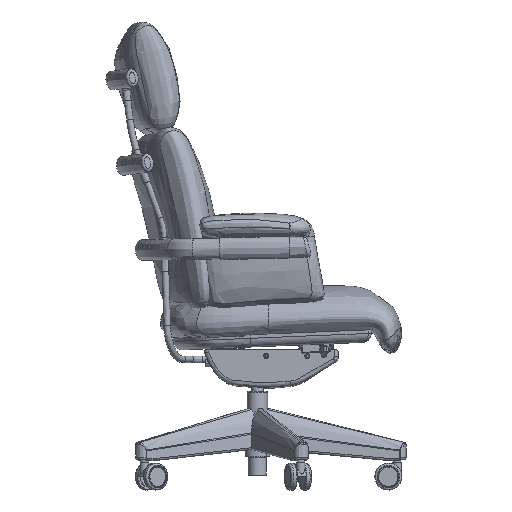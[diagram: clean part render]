
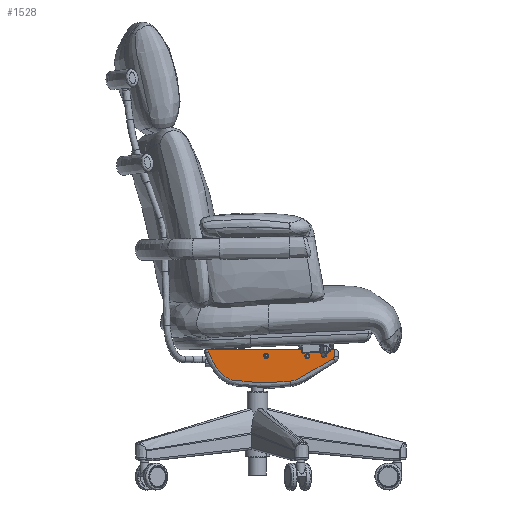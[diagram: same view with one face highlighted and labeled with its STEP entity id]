
A CAD part, left-side view. The second image highlights one B-rep face of the part: STEP entity #1528.
In plain terms, the highlighted planar face has unit normal (-1, 0, 0).
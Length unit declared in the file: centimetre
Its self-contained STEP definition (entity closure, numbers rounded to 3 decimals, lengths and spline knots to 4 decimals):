
#840=FACE_BOUND('',#3111,.T.);
#841=FACE_BOUND('',#3112,.T.);
#1528=ADVANCED_FACE('',(#2300,#840,#841),#11112,.T.);
#2300=FACE_OUTER_BOUND('',#3110,.T.);
#3110=EDGE_LOOP('',(#6170,#6171,#6172,#6173,#6174,#6175));
#3111=EDGE_LOOP('',(#6176));
#3112=EDGE_LOOP('',(#6177));
#6170=ORIENTED_EDGE('',*,*,#8056,.F.);
#6171=ORIENTED_EDGE('',*,*,#8053,.F.);
#6172=ORIENTED_EDGE('',*,*,#8050,.F.);
#6173=ORIENTED_EDGE('',*,*,#8043,.F.);
#6174=ORIENTED_EDGE('',*,*,#8035,.F.);
#6175=ORIENTED_EDGE('',*,*,#8059,.F.);
#6176=ORIENTED_EDGE('',*,*,#8063,.F.);
#6177=ORIENTED_EDGE('',*,*,#8066,.F.);
#8035=EDGE_CURVE('',#10802,#10801,#9770,.T.);
#8043=EDGE_CURVE('',#10801,#10815,#8774,.T.);
#8050=EDGE_CURVE('',#10815,#10816,#9782,.T.);
#8053=EDGE_CURVE('',#10816,#10814,#9785,.T.);
#8056=EDGE_CURVE('',#10814,#10813,#9787,.T.);
#8059=EDGE_CURVE('',#10813,#10802,#9789,.T.);
#8063=EDGE_CURVE('',#10818,#10818,#9793,.T.);
#8066=EDGE_CURVE('',#10820,#10820,#9796,.T.);
#8774=B_SPLINE_CURVE_WITH_KNOTS('',1,(#54618,#54619),.UNSPECIFIED.,.F.,
 .F.,(2,2),(0.,17.1708),.UNSPECIFIED.);
#9770=(
BOUNDED_CURVE()
B_SPLINE_CURVE(2,(#54589,#54590,#54591),.UNSPECIFIED.,.F.,.F.)
B_SPLINE_CURVE_WITH_KNOTS((3,3),(-1165.9912,-859.3797),
 .UNSPECIFIED.)
CURVE()
GEOMETRIC_REPRESENTATION_ITEM()
RATIONAL_B_SPLINE_CURVE((1.,1.,1.))
REPRESENTATION_ITEM('')
);
#9782=(
BOUNDED_CURVE()
B_SPLINE_CURVE(2,(#54658,#54659,#54660),.UNSPECIFIED.,.F.,.F.)
B_SPLINE_CURVE_WITH_KNOTS((3,3),(0.,4.3355),.UNSPECIFIED.)
CURVE()
GEOMETRIC_REPRESENTATION_ITEM()
RATIONAL_B_SPLINE_CURVE((1.,0.881,1.))
REPRESENTATION_ITEM('')
);
#9785=(
BOUNDED_CURVE()
B_SPLINE_CURVE(3,(#54672,#54673,#54674,#54675,#54676,#54677,#54678,#54679),
 .UNSPECIFIED.,.F.,.F.)
B_SPLINE_CURVE_WITH_KNOTS((4,1,3,4),(0.,0.9063,
85.22,119.3585),.UNSPECIFIED.)
CURVE()
GEOMETRIC_REPRESENTATION_ITEM()
RATIONAL_B_SPLINE_CURVE((1.,1.,1.,1.,1.,1.,
1.,1.))
REPRESENTATION_ITEM('')
);
#9787=(
BOUNDED_CURVE()
B_SPLINE_CURVE(3,(#54718,#54719,#54720,#54721,#54722,#54723,#54724,#54725,
#54726,#54727,#54728,#54729,#54730,#54731,#54732,#54733,#54734,#54735,#54736,
#54737),.UNSPECIFIED.,.F.,.F.)
B_SPLINE_CURVE_WITH_KNOTS((4,1,1,1,3,3,1,1,3,1,1,4),(0.1097,
25.4208,50.8416,54.1592,57.4769,135.2446,
156.34,166.8021,177.2641,199.4692,221.6742,
234.2208),.UNSPECIFIED.)
CURVE()
GEOMETRIC_REPRESENTATION_ITEM()
RATIONAL_B_SPLINE_CURVE((1.,1.,1.,1.,1.,1.,1.,1.,1.,1.,1.,1.,
1.,1.,1.,1.,1.,1.,1.,1.))
REPRESENTATION_ITEM('')
);
#9789=(
BOUNDED_CURVE()
B_SPLINE_CURVE(1,(#54766,#54767),.UNSPECIFIED.,.F.,.F.)
B_SPLINE_CURVE_WITH_KNOTS((2,2),(0.,5.0447),
 .UNSPECIFIED.)
CURVE()
GEOMETRIC_REPRESENTATION_ITEM()
RATIONAL_B_SPLINE_CURVE((1.,1.))
REPRESENTATION_ITEM('')
);
#9793=(
BOUNDED_CURVE()
B_SPLINE_CURVE(2,(#54782,#54783,#54784,#54785,#54786,#54787,#54788,#54789,
#54790),.UNSPECIFIED.,.T.,.F.)
B_SPLINE_CURVE_WITH_KNOTS((3,2,2,2,3),(0.,9.4248,18.8496,
28.2743,37.6991),.UNSPECIFIED.)
CURVE()
GEOMETRIC_REPRESENTATION_ITEM()
RATIONAL_B_SPLINE_CURVE((1.,0.707,1.,0.707,1.,0.707,
1.,0.707,1.))
REPRESENTATION_ITEM('')
);
#9796=(
BOUNDED_CURVE()
B_SPLINE_CURVE(2,(#54802,#54803,#54804,#54805,#54806,#54807,#54808,#54809,
#54810),.UNSPECIFIED.,.T.,.F.)
B_SPLINE_CURVE_WITH_KNOTS((3,2,2,2,3),(0.,9.4248,18.8496,
28.2743,37.6991),.UNSPECIFIED.)
CURVE()
GEOMETRIC_REPRESENTATION_ITEM()
RATIONAL_B_SPLINE_CURVE((1.,0.707,1.,0.707,1.,0.707,
1.,0.707,1.))
REPRESENTATION_ITEM('')
);
#10801=VERTEX_POINT('',#54535);
#10802=VERTEX_POINT('',#54536);
#10813=VERTEX_POINT('',#54547);
#10814=VERTEX_POINT('',#54548);
#10815=VERTEX_POINT('',#54549);
#10816=VERTEX_POINT('',#54550);
#10818=VERTEX_POINT('',#54552);
#10820=VERTEX_POINT('',#54554);
#11112=PLANE('',#12026);
#12026=AXIS2_PLACEMENT_3D('',#54365,#12475,$);
#12475=DIRECTION('',(-1.,0.,0.));
#54365=CARTESIAN_POINT('',(-8.902,12.3372,15.9848));
#54535=CARTESIAN_POINT('',(-8.902,17.5026,26.2367));
#54536=CARTESIAN_POINT('',(-8.902,48.1637,26.2367));
#54547=CARTESIAN_POINT('',(-8.902,48.0066,25.7574));
#54548=CARTESIAN_POINT('',(-8.902,28.1914,18.6165));
#54549=CARTESIAN_POINT('',(-8.902,17.5026,24.5197));
#54550=CARTESIAN_POINT('',(-8.902,17.6997,24.1531));
#54552=CARTESIAN_POINT('',(-8.902,24.6415,24.7524));
#54554=CARTESIAN_POINT('',(-8.902,34.6415,24.7524));
#54589=CARTESIAN_POINT('',(-8.902,48.1637,26.2367));
#54590=CARTESIAN_POINT('',(-8.902,32.8331,26.2367));
#54591=CARTESIAN_POINT('',(-8.902,17.5026,26.2367));
#54618=CARTESIAN_POINT('',(-8.902,17.5026,26.2367));
#54619=CARTESIAN_POINT('',(-8.902,17.5026,24.5197));
#54658=CARTESIAN_POINT('',(-8.902,17.5026,24.5197));
#54659=CARTESIAN_POINT('',(-8.902,17.5026,24.2834));
#54660=CARTESIAN_POINT('',(-8.902,17.6997,24.1531));
#54672=CARTESIAN_POINT('',(-8.902,17.6997,24.1531));
#54673=CARTESIAN_POINT('',(-8.902,17.7249,24.1365));
#54674=CARTESIAN_POINT('',(-8.902,20.0954,22.5713));
#54675=CARTESIAN_POINT('',(-8.902,22.5262,21.0974));
#54676=CARTESIAN_POINT('',(-8.902,24.9827,19.732));
#54677=CARTESIAN_POINT('',(-8.902,25.9773,19.1788));
#54678=CARTESIAN_POINT('',(-8.902,27.0687,18.8015));
#54679=CARTESIAN_POINT('',(-8.902,28.1914,18.6165));
#54718=CARTESIAN_POINT('',(-8.902,28.1914,18.6165));
#54719=CARTESIAN_POINT('',(-8.902,29.0267,18.4973));
#54720=CARTESIAN_POINT('',(-8.902,30.7078,18.3077));
#54721=CARTESIAN_POINT('',(-8.902,32.5076,18.2113));
#54722=CARTESIAN_POINT('',(-8.902,33.576,18.1896));
#54723=CARTESIAN_POINT('',(-8.902,33.7971,18.187));
#54724=CARTESIAN_POINT('',(-8.902,33.9077,18.186));
#54725=CARTESIAN_POINT('',(-8.902,36.4999,18.1647));
#54726=CARTESIAN_POINT('',(-8.902,39.0939,18.3711));
#54727=CARTESIAN_POINT('',(-8.902,41.6501,18.802));
#54728=CARTESIAN_POINT('',(-8.902,42.3435,18.9185));
#54729=CARTESIAN_POINT('',(-8.902,43.3511,19.2714));
#54730=CARTESIAN_POINT('',(-8.902,44.513,20.0636));
#54731=CARTESIAN_POINT('',(-8.902,45.0126,20.5542));
#54732=CARTESIAN_POINT('',(-8.902,45.2381,20.8203));
#54733=CARTESIAN_POINT('',(-8.902,45.7165,21.3851));
#54734=CARTESIAN_POINT('',(-8.902,46.5901,22.5852));
#54735=CARTESIAN_POINT('',(-8.902,47.468,24.2747));
#54736=CARTESIAN_POINT('',(-8.902,47.8763,25.36));
#54737=CARTESIAN_POINT('',(-8.902,48.0066,25.7574));
#54766=CARTESIAN_POINT('',(-8.902,48.0066,25.7574));
#54767=CARTESIAN_POINT('',(-8.902,48.1637,26.2367));
#54782=CARTESIAN_POINT('',(-8.902,24.6415,24.7524));
#54783=CARTESIAN_POINT('',(-8.902,24.6415,24.1524));
#54784=CARTESIAN_POINT('',(-8.902,24.0415,24.1524));
#54785=CARTESIAN_POINT('',(-8.902,23.4415,24.1524));
#54786=CARTESIAN_POINT('',(-8.902,23.4415,24.7524));
#54787=CARTESIAN_POINT('',(-8.902,23.4415,25.3524));
#54788=CARTESIAN_POINT('',(-8.902,24.0415,25.3524));
#54789=CARTESIAN_POINT('',(-8.902,24.6415,25.3524));
#54790=CARTESIAN_POINT('',(-8.902,24.6415,24.7524));
#54802=CARTESIAN_POINT('',(-8.902,34.6415,24.7524));
#54803=CARTESIAN_POINT('',(-8.902,34.6415,24.1524));
#54804=CARTESIAN_POINT('',(-8.902,34.0415,24.1524));
#54805=CARTESIAN_POINT('',(-8.902,33.4415,24.1524));
#54806=CARTESIAN_POINT('',(-8.902,33.4415,24.7524));
#54807=CARTESIAN_POINT('',(-8.902,33.4415,25.3524));
#54808=CARTESIAN_POINT('',(-8.902,34.0415,25.3524));
#54809=CARTESIAN_POINT('',(-8.902,34.6415,25.3524));
#54810=CARTESIAN_POINT('',(-8.902,34.6415,24.7524));
